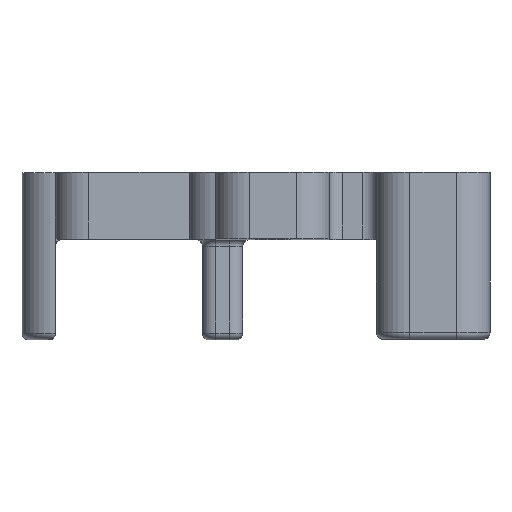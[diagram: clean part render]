
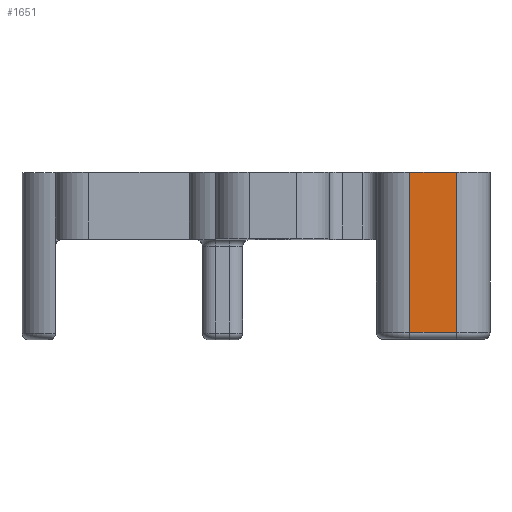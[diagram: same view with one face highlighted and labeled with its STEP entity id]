
A CAD part, top view. The second image highlights one B-rep face of the part: STEP entity #1651.
In plain terms, the highlighted planar face has unit normal (0, 0, 1).
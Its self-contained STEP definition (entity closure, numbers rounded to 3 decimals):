
#39 = VECTOR ( 'NONE', #2225, 1000. ) ;
#107 = DIRECTION ( 'NONE',  ( 1., 0., 0. ) ) ;
#254 = DIRECTION ( 'NONE',  ( 0., -1., 0. ) ) ;
#370 = LINE ( 'NONE', #1086, #645 ) ;
#373 = AXIS2_PLACEMENT_3D ( 'NONE', #1551, #2480, #107 ) ;
#582 = PLANE ( 'NONE',  #373 ) ;
#585 = VERTEX_POINT ( 'NONE', #1850 ) ;
#645 = VECTOR ( 'NONE', #832, 1000. ) ;
#739 = ORIENTED_EDGE ( 'NONE', *, *, #2840, .T. ) ;
#749 = CARTESIAN_POINT ( 'NONE',  ( 53., -14., 5. ) ) ;
#763 = ORIENTED_EDGE ( 'NONE', *, *, #3037, .T. ) ;
#832 = DIRECTION ( 'NONE',  ( 1., 0., 0. ) ) ;
#860 = CARTESIAN_POINT ( 'NONE',  ( 48., 10., 5. ) ) ;
#988 = VERTEX_POINT ( 'NONE', #2999 ) ;
#989 = EDGE_CURVE ( 'NONE', #585, #988, #1602, .T. ) ;
#993 = VECTOR ( 'NONE', #254, 1000. ) ;
#1086 = CARTESIAN_POINT ( 'NONE',  ( 60., -14., 5. ) ) ;
#1174 = VERTEX_POINT ( 'NONE', #1455 ) ;
#1318 = ORIENTED_EDGE ( 'NONE', *, *, #2841, .T. ) ;
#1455 = CARTESIAN_POINT ( 'NONE',  ( 60., -14., 5. ) ) ;
#1551 = CARTESIAN_POINT ( 'NONE',  ( 48., 27.72, 5. ) ) ;
#1602 = LINE ( 'NONE', #860, #2318 ) ;
#1651 = ADVANCED_FACE ( 'NONE', ( #2724 ), #582, .T. ) ;
#1850 = CARTESIAN_POINT ( 'NONE',  ( 60., 10., 5. ) ) ;
#1923 = CARTESIAN_POINT ( 'NONE',  ( 60., 10., 5. ) ) ;
#1971 = LINE ( 'NONE', #1923, #39 ) ;
#2017 = DIRECTION ( 'NONE',  ( -1., 0., 0. ) ) ;
#2225 = DIRECTION ( 'NONE',  ( 0., 1., 0. ) ) ;
#2295 = ORIENTED_EDGE ( 'NONE', *, *, #989, .T. ) ;
#2318 = VECTOR ( 'NONE', #2017, 1000. ) ;
#2408 = EDGE_LOOP ( 'NONE', ( #1318, #763, #739, #2295 ) ) ;
#2413 = CARTESIAN_POINT ( 'NONE',  ( 53., -15., 5. ) ) ;
#2480 = DIRECTION ( 'NONE',  ( 0., 0., 1. ) ) ;
#2724 = FACE_OUTER_BOUND ( 'NONE', #2408, .T. ) ;
#2840 = EDGE_CURVE ( 'NONE', #1174, #585, #1971, .T. ) ;
#2841 = EDGE_CURVE ( 'NONE', #988, #3096, #2875, .T. ) ;
#2875 = LINE ( 'NONE', #2413, #993 ) ;
#2999 = CARTESIAN_POINT ( 'NONE',  ( 53., 10., 5. ) ) ;
#3037 = EDGE_CURVE ( 'NONE', #3096, #1174, #370, .T. ) ;
#3096 = VERTEX_POINT ( 'NONE', #749 ) ;
